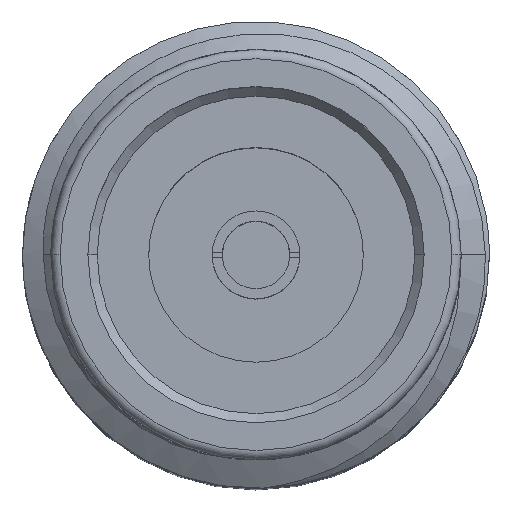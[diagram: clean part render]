
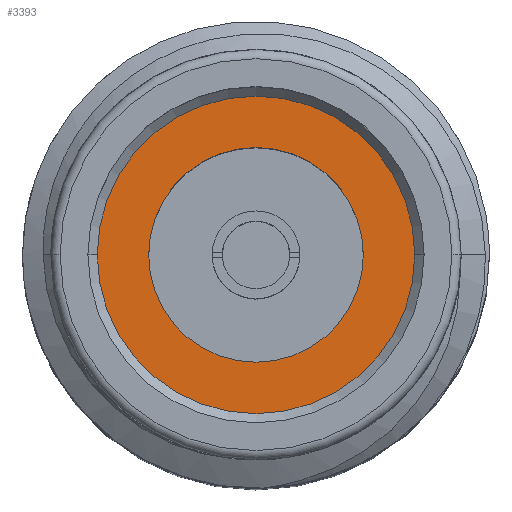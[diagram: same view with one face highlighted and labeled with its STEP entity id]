
A CAD part, top view. The second image highlights one B-rep face of the part: STEP entity #3393.
In plain terms, the highlighted planar face has unit normal (0, 0, 1).
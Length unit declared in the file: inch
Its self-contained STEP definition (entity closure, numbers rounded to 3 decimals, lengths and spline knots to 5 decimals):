
#58 = DIRECTION ( 'NONE',  ( 1., 0., 0. ) ) ;
#245 = DIRECTION ( 'NONE',  ( 1., 0., 0. ) ) ;
#268 = ORIENTED_EDGE ( 'NONE', *, *, #2173, .F. ) ;
#269 = CARTESIAN_POINT ( 'NONE',  ( 0., 0., -0.075 ) ) ;
#284 = CIRCLE ( 'NONE', #3293, 0.085 ) ;
#530 = CARTESIAN_POINT ( 'NONE',  ( 0., 0., -0.075 ) ) ;
#583 = DIRECTION ( 'NONE',  ( 1., 0., 0. ) ) ;
#708 = EDGE_LOOP ( 'NONE', ( #1890, #268 ) ) ;
#1106 = VERTEX_POINT ( 'NONE', #2890 ) ;
#1161 = ORIENTED_EDGE ( 'NONE', *, *, #1738, .T. ) ;
#1508 = VERTEX_POINT ( 'NONE', #1641 ) ;
#1641 = CARTESIAN_POINT ( 'NONE',  ( 0.085, 0., -0.075 ) ) ;
#1672 = DIRECTION ( 'NONE',  ( 0., 0., 1. ) ) ;
#1738 = EDGE_CURVE ( 'NONE', #1508, #3553, #1790, .T. ) ;
#1763 = AXIS2_PLACEMENT_3D ( 'NONE', #269, #2868, #245 ) ;
#1790 = CIRCLE ( 'NONE', #2786, 0.085 ) ;
#1810 = DIRECTION ( 'NONE',  ( 1., 0., 0. ) ) ;
#1826 = AXIS2_PLACEMENT_3D ( 'NONE', #2532, #1891, #583 ) ;
#1890 = ORIENTED_EDGE ( 'NONE', *, *, #2902, .F. ) ;
#1891 = DIRECTION ( 'NONE',  ( 0., 0., 1. ) ) ;
#1911 = CARTESIAN_POINT ( 'NONE',  ( -0.05748, 0., -0.075 ) ) ;
#1999 = CARTESIAN_POINT ( 'NONE',  ( -0.085, 0., -0.075 ) ) ;
#2170 = DIRECTION ( 'NONE',  ( 0., 0., 1. ) ) ;
#2173 = EDGE_CURVE ( 'NONE', #3149, #1106, #2847, .T. ) ;
#2221 = PLANE ( 'NONE',  #1763 ) ;
#2448 = AXIS2_PLACEMENT_3D ( 'NONE', #530, #2170, #1810 ) ;
#2532 = CARTESIAN_POINT ( 'NONE',  ( 0., 0., -0.075 ) ) ;
#2646 = FACE_OUTER_BOUND ( 'NONE', #3626, .T. ) ;
#2769 = DIRECTION ( 'NONE',  ( 1., 0., 0. ) ) ;
#2786 = AXIS2_PLACEMENT_3D ( 'NONE', #3115, #4039, #2769 ) ;
#2847 = CIRCLE ( 'NONE', #1826, 0.05748 ) ;
#2868 = DIRECTION ( 'NONE',  ( 0., 0., 1. ) ) ;
#2890 = CARTESIAN_POINT ( 'NONE',  ( 0.05748, 0., -0.075 ) ) ;
#2902 = EDGE_CURVE ( 'NONE', #1106, #3149, #3244, .T. ) ;
#2970 = CARTESIAN_POINT ( 'NONE',  ( 0., 0., -0.075 ) ) ;
#3115 = CARTESIAN_POINT ( 'NONE',  ( 0., 0., -0.075 ) ) ;
#3149 = VERTEX_POINT ( 'NONE', #1911 ) ;
#3244 = CIRCLE ( 'NONE', #2448, 0.05748 ) ;
#3293 = AXIS2_PLACEMENT_3D ( 'NONE', #2970, #1672, #58 ) ;
#3393 = ADVANCED_FACE ( 'NONE', ( #3690, #2646 ), #2221, .T. ) ;
#3553 = VERTEX_POINT ( 'NONE', #1999 ) ;
#3626 = EDGE_LOOP ( 'NONE', ( #1161, #3777 ) ) ;
#3690 = FACE_BOUND ( 'NONE', #708, .T. ) ;
#3777 = ORIENTED_EDGE ( 'NONE', *, *, #4125, .T. ) ;
#4039 = DIRECTION ( 'NONE',  ( 0., 0., 1. ) ) ;
#4125 = EDGE_CURVE ( 'NONE', #3553, #1508, #284, .T. ) ;
